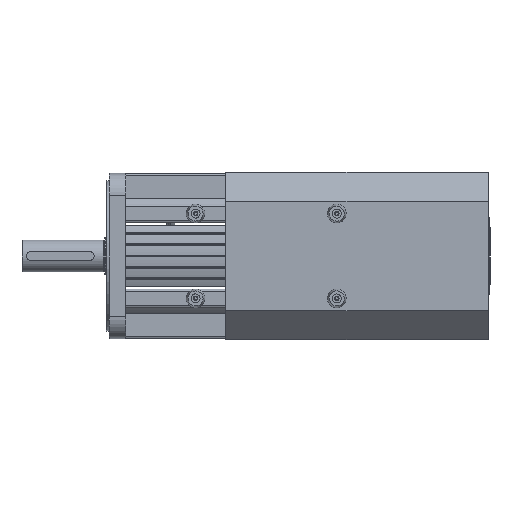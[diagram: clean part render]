
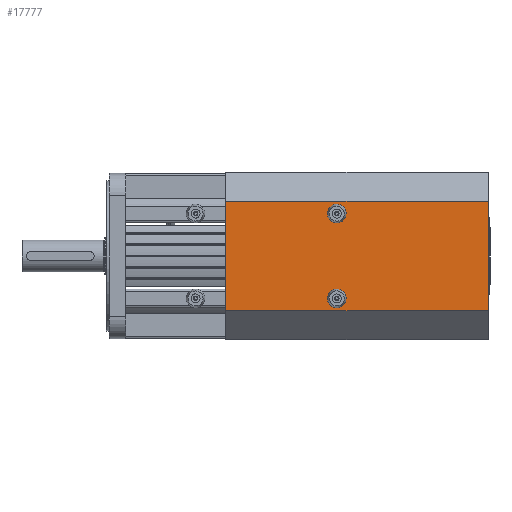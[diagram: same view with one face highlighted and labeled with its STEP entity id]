
A CAD part, front view. The second image highlights one B-rep face of the part: STEP entity #17777.
In plain terms, the highlighted planar face has unit normal (0, -1, 0).
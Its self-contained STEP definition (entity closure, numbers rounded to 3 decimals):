
#1263 = DIRECTION ( 'NONE',  ( 0., 0., -1. ) ) ;
#1477 = ORIENTED_EDGE ( 'NONE', *, *, #18806, .F. ) ;
#1798 = PLANE ( 'NONE',  #17737 ) ;
#2076 = DIRECTION ( 'NONE',  ( 0., 0., -1. ) ) ;
#2116 = CARTESIAN_POINT ( 'NONE',  ( 259.5, -111.5, -59.5 ) ) ;
#2993 = EDGE_CURVE ( 'NONE', #42986, #4057, #31778, .T. ) ;
#4057 = VERTEX_POINT ( 'NONE', #27952 ) ;
#4406 = CARTESIAN_POINT ( 'NONE',  ( 259.5, -111.5, -56.5 ) ) ;
#4853 = EDGE_LOOP ( 'NONE', ( #33679, #1477, #42592, #11194 ) ) ;
#4906 = CARTESIAN_POINT ( 'NONE',  ( 259.5, -111.5, 56.5 ) ) ;
#7115 = ORIENTED_EDGE ( 'NONE', *, *, #31092, .F. ) ;
#7584 = VERTEX_POINT ( 'NONE', #29539 ) ;
#8073 = DIRECTION ( 'NONE',  ( 0., -1., 0. ) ) ;
#8244 = VERTEX_POINT ( 'NONE', #42027 ) ;
#8444 = DIRECTION ( 'NONE',  ( 0., 0., 1. ) ) ;
#9056 = CARTESIAN_POINT ( 'NONE',  ( 461.5, -111.5, -111.5 ) ) ;
#10935 = VERTEX_POINT ( 'NONE', #2116 ) ;
#10989 = VECTOR ( 'NONE', #14483, 1000. ) ;
#11194 = ORIENTED_EDGE ( 'NONE', *, *, #25570, .T. ) ;
#11707 = AXIS2_PLACEMENT_3D ( 'NONE', #4406, #34916, #17813 ) ;
#12572 = DIRECTION ( 'NONE',  ( 0., 0., -1. ) ) ;
#14483 = DIRECTION ( 'NONE',  ( -1., 0., 0. ) ) ;
#15109 = CARTESIAN_POINT ( 'NONE',  ( 259.5, -111.5, -56.5 ) ) ;
#15563 = EDGE_CURVE ( 'NONE', #8244, #35951, #41448, .T. ) ;
#16646 = CARTESIAN_POINT ( 'NONE',  ( 259.5, -111.5, -53.5 ) ) ;
#17737 = AXIS2_PLACEMENT_3D ( 'NONE', #18516, #28477, #8444 ) ;
#17777 = ADVANCED_FACE ( 'NONE', ( #41482, #20569, #33664 ), #1798, .F. ) ;
#17813 = DIRECTION ( 'NONE',  ( 0., 0., -1. ) ) ;
#18439 = CIRCLE ( 'NONE', #11707, 3. ) ;
#18516 = CARTESIAN_POINT ( 'NONE',  ( 461.5, -111.5, -111.5 ) ) ;
#18806 = EDGE_CURVE ( 'NONE', #4057, #35951, #39738, .T. ) ;
#19788 = ORIENTED_EDGE ( 'NONE', *, *, #35159, .F. ) ;
#20226 = EDGE_LOOP ( 'NONE', ( #19788, #7115 ) ) ;
#20569 = FACE_BOUND ( 'NONE', #21303, .T. ) ;
#20803 = EDGE_CURVE ( 'NONE', #7584, #35870, #34194, .T. ) ;
#21303 = EDGE_LOOP ( 'NONE', ( #27538, #22349 ) ) ;
#21652 = CIRCLE ( 'NONE', #37829, 3. ) ;
#22030 = DIRECTION ( 'NONE',  ( 0., -1., 0. ) ) ;
#22178 = AXIS2_PLACEMENT_3D ( 'NONE', #38539, #22030, #2076 ) ;
#22349 = ORIENTED_EDGE ( 'NONE', *, *, #20803, .F. ) ;
#22357 = CARTESIAN_POINT ( 'NONE',  ( 259.5, -111.5, 53.5 ) ) ;
#23673 = VECTOR ( 'NONE', #1263, 1000. ) ;
#24542 = DIRECTION ( 'NONE',  ( -1., 0., 0. ) ) ;
#25570 = EDGE_CURVE ( 'NONE', #42986, #8244, #41652, .T. ) ;
#27538 = ORIENTED_EDGE ( 'NONE', *, *, #36360, .F. ) ;
#27952 = CARTESIAN_POINT ( 'NONE',  ( 461.5, -111.5, -72.621 ) ) ;
#28477 = DIRECTION ( 'NONE',  ( 0., 1., 0. ) ) ;
#29469 = VERTEX_POINT ( 'NONE', #16646 ) ;
#29539 = CARTESIAN_POINT ( 'NONE',  ( 259.5, -111.5, 59.5 ) ) ;
#29621 = VECTOR ( 'NONE', #24542, 1000. ) ;
#31092 = EDGE_CURVE ( 'NONE', #29469, #10935, #18439, .T. ) ;
#31288 = CARTESIAN_POINT ( 'NONE',  ( 461.5, -111.5, -72.621 ) ) ;
#31394 = CARTESIAN_POINT ( 'NONE',  ( 461.5, -111.5, 72.621 ) ) ;
#31778 = LINE ( 'NONE', #9056, #39616 ) ;
#33316 = CARTESIAN_POINT ( 'NONE',  ( 111.5, -111.5, -72.621 ) ) ;
#33664 = FACE_OUTER_BOUND ( 'NONE', #4853, .T. ) ;
#33679 = ORIENTED_EDGE ( 'NONE', *, *, #15563, .T. ) ;
#34194 = CIRCLE ( 'NONE', #41095, 3. ) ;
#34916 = DIRECTION ( 'NONE',  ( 0., -1., 0. ) ) ;
#35009 = DIRECTION ( 'NONE',  ( 0., -1., 0. ) ) ;
#35159 = EDGE_CURVE ( 'NONE', #10935, #29469, #21652, .T. ) ;
#35546 = CIRCLE ( 'NONE', #22178, 3. ) ;
#35870 = VERTEX_POINT ( 'NONE', #22357 ) ;
#35951 = VERTEX_POINT ( 'NONE', #33316 ) ;
#36360 = EDGE_CURVE ( 'NONE', #35870, #7584, #35546, .T. ) ;
#37804 = DIRECTION ( 'NONE',  ( 0., 0., -1. ) ) ;
#37829 = AXIS2_PLACEMENT_3D ( 'NONE', #15109, #35009, #38104 ) ;
#38104 = DIRECTION ( 'NONE',  ( 0., 0., -1. ) ) ;
#38539 = CARTESIAN_POINT ( 'NONE',  ( 259.5, -111.5, 56.5 ) ) ;
#39527 = CARTESIAN_POINT ( 'NONE',  ( 461.5, -111.5, 72.621 ) ) ;
#39616 = VECTOR ( 'NONE', #12572, 1000. ) ;
#39738 = LINE ( 'NONE', #31288, #10989 ) ;
#41095 = AXIS2_PLACEMENT_3D ( 'NONE', #4906, #8073, #37804 ) ;
#41448 = LINE ( 'NONE', #41510, #23673 ) ;
#41482 = FACE_BOUND ( 'NONE', #20226, .T. ) ;
#41510 = CARTESIAN_POINT ( 'NONE',  ( 111.5, -111.5, -111.5 ) ) ;
#41652 = LINE ( 'NONE', #31394, #29621 ) ;
#42027 = CARTESIAN_POINT ( 'NONE',  ( 111.5, -111.5, 72.621 ) ) ;
#42592 = ORIENTED_EDGE ( 'NONE', *, *, #2993, .F. ) ;
#42986 = VERTEX_POINT ( 'NONE', #39527 ) ;
